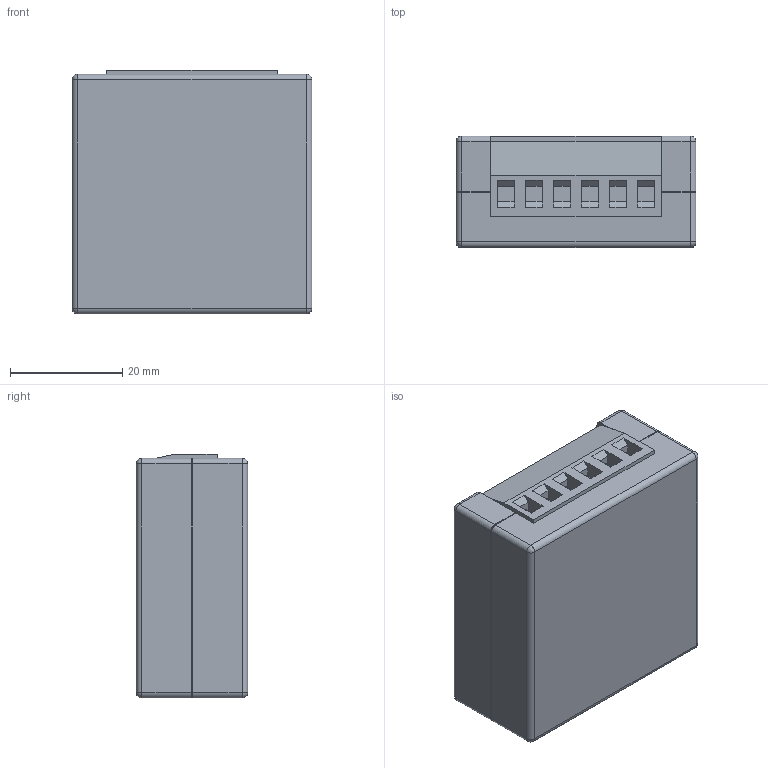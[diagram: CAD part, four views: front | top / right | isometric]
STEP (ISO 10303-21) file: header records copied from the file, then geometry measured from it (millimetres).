
FILE_DESCRIPTION (( 'STEP AP214' ), '1' );
FILE_NAME ('sonoff mini.STEP', '2019-09-02T20:32:45', ( '' ), ( '' ), 'SwSTEP 2.0', 'SolidWorks 2019', '' );
FILE_SCHEMA (( 'AUTOMOTIVE_DESIGN' ));
Length unit declared in the file: millimetre
Products named in the file (1): sonoff mini
Bounding box: 42.65 x 19.85 x 43.4 mm (x, y, z)
Volume: 17531.9 mm3; surface area: 13186.5 mm2
Topology: 2 solids, 2 shells, 158 faces, 444 edges, 282 vertices
Faces by surface type: plane 111, cylinder 39, sphere 8
Entity records: 5069 total; most frequent: CARTESIAN_POINT 877, ORIENTED_EDGE 872, DIRECTION 856, EDGE_CURVE 436, LINE 334, VECTOR 334, VERTEX_POINT 282, AXIS2_PLACEMENT_3D 261
